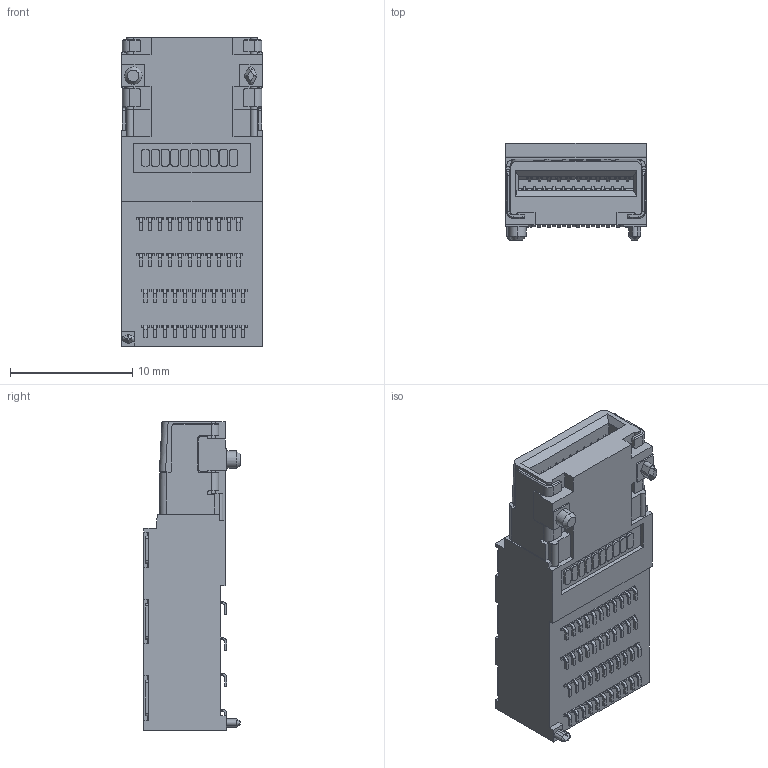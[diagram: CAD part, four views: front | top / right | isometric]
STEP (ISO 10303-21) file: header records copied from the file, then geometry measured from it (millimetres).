
FILE_DESCRIPTION (( 'STEP AP214' ), '1' );
FILE_NAME ('CN109S-044-0001-3Dmodel-210120.STEP', '2021-01-20T05:00:03', ( '' ), ( '' ), 'SwSTEP 2.0', 'SolidWorks 2018', '' );
FILE_SCHEMA (( 'AUTOMOTIVE_DESIGN' ));
Length unit declared in the file: millimetre
Products named in the file (3): 金具_ME無し-後曲げ後; CN109S-044-0001-3Dmodel-210120; CN109S-044-0001^CONNassy-TypeC-200623改善スライド-1
Assembly tree (2 placements, depth 2):
  CN109S-044-0001-3Dmodel-210120
    金具_ME無し-後曲げ後
    CN109S-044-0001^CONNassy-TypeC-200623改善スライド-1
Bounding box: 11.5 x 7.9 x 25.2 mm (x, y, z)
Volume: 1552.2 mm3; surface area: 1720.8 mm2
Topology: 2 solids, 32 shells, 2697 faces, 7074 edges, 4525 vertices
Faces by surface type: plane 1695, cylinder 591, bspline 397, cone 14
Entity records: 88111 total; most frequent: CARTESIAN_POINT 24521, ORIENTED_EDGE 14128, DIRECTION 11352, EDGE_CURVE 7064, VECTOR 4718, LINE 4718, VERTEX_POINT 4525, AXIS2_PLACEMENT_3D 3317
